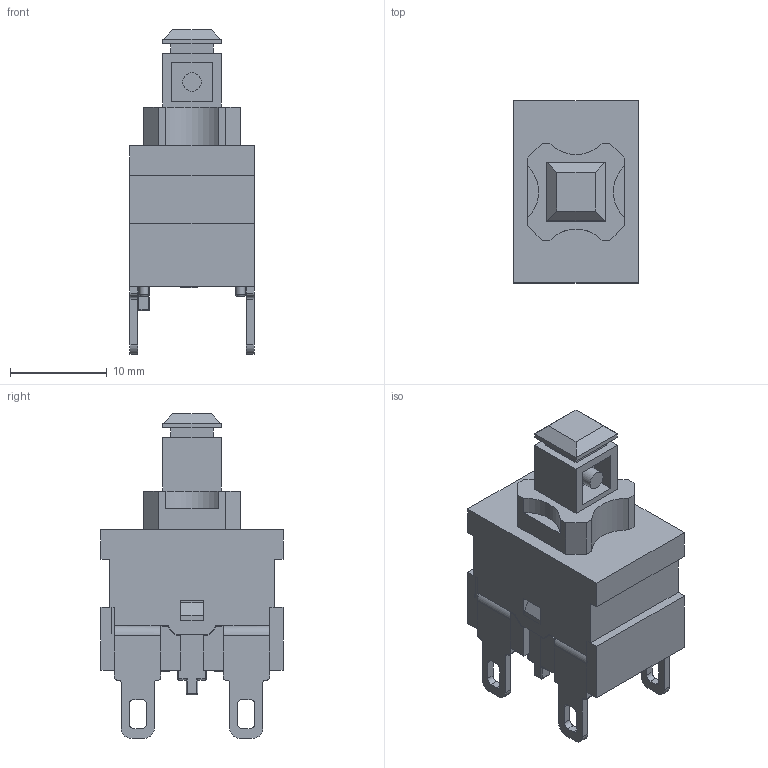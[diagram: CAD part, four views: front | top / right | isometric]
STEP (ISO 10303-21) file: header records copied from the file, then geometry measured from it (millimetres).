
FILE_DESCRIPTION(/* description */ (''),/* implementation_level */ '2;1');
FILE_NAME(/* name */ 'PA522J.stp',/* time_stamp */ '2025-05-28T08:10:35-05:00',/* author */ ('mroman'),/* organization */ (''),/* preprocessor_version */ 'ST-DEVELOPER v18.1',/* originating_system */ 'Autodesk Inventor 2022',/* authorisation */ '');
FILE_SCHEMA (('AUTOMOTIVE_DESIGN { 1 0 10303 214 3 1 1 }'));
Length unit declared in the file: centimetre
Products named in the file (1): PA522J
Bounding box: 12.8 x 18.8 x 33.5 mm (x, y, z)
Volume: 2229.6 mm3; surface area: 4470.1 mm2
Topology: 1 solids, 1 shells, 883 faces, 2495 edges, 1618 vertices
Faces by surface type: plane 634, cylinder 118, bspline 117, sphere 8, torus 6
Full cylindrical faces by diameter (mm): 0.95 x4, 1.9 x1, 2.5 x2, 3 x1
Entity records: 29698 total; most frequent: CARTESIAN_POINT 7340, ORIENTED_EDGE 4990, DIRECTION 4050, EDGE_CURVE 2495, LINE 1988, VECTOR 1988, VERTEX_POINT 1618, AXIS2_PLACEMENT_3D 1031
